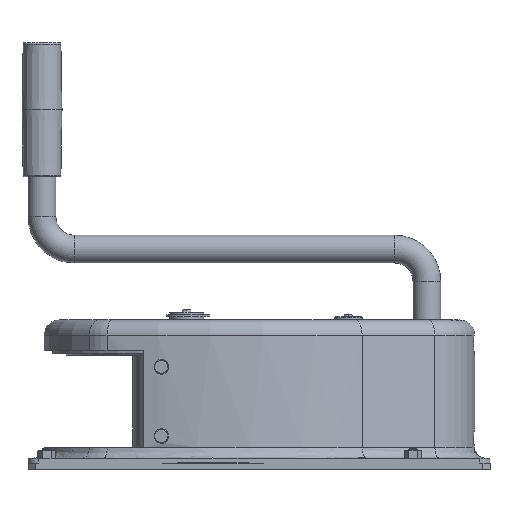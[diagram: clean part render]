
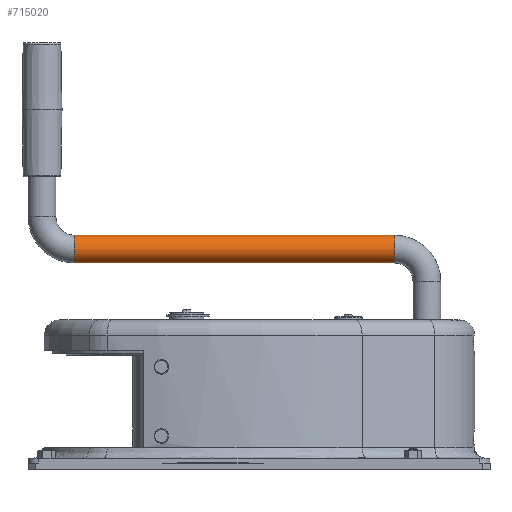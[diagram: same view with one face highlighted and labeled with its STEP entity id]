
A CAD part, left-side view. The second image highlights one B-rep face of the part: STEP entity #715020.
In plain terms, the highlighted cylindrical face has radius 9 mm (diameter 18 mm), a partial arc.
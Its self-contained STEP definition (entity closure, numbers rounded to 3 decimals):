
#714340=CARTESIAN_POINT('',(130.,-21.,0.));
#714350=VERTEX_POINT('',#714340);
#714440=CARTESIAN_POINT('',(112.,-21.,0.));
#714450=VERTEX_POINT('',#714440);
#714480=CARTESIAN_POINT('',(121.,-21.,0.));
#714490=DIRECTION('',(0.,-1.,0.));
#714500=DIRECTION('',(1.,0.,0.));
#714510=AXIS2_PLACEMENT_3D('',#714480,#714490,#714500);
#714520=CIRCLE('',#714510,9.);
#714530=EDGE_CURVE('',#714450,#714350,#714520,.T.);
#714710=CARTESIAN_POINT('',(121.,-21.,0.));
#714720=DIRECTION('',(0.,-1.,0.));
#714730=DIRECTION('',(1.,0.,0.));
#714740=AXIS2_PLACEMENT_3D('',#714710,#714720,#714730);
#714750=CYLINDRICAL_SURFACE('',#714740,9.);
#714760=CARTESIAN_POINT('',(130.,-21.,0.));
#714770=DIRECTION('',(0.,-1.,0.));
#714780=VECTOR('',#714770,1.);
#714790=LINE('',#714760,#714780);
#714800=CARTESIAN_POINT('',(130.,-229.,0.));
#714810=VERTEX_POINT('',#714800);
#714820=EDGE_CURVE('',#714350,#714810,#714790,.T.);
#714830=ORIENTED_EDGE('',*,*,#714820,.T.);
#714840=ORIENTED_EDGE('',*,*,#714530,.T.);
#714850=CARTESIAN_POINT('',(112.,-21.,0.));
#714860=DIRECTION('',(0.,-1.,0.));
#714870=VECTOR('',#714860,1.);
#714880=LINE('',#714850,#714870);
#714890=CARTESIAN_POINT('',(112.,-229.,0.));
#714900=VERTEX_POINT('',#714890);
#714910=EDGE_CURVE('',#714450,#714900,#714880,.T.);
#714920=ORIENTED_EDGE('',*,*,#714910,.F.);
#714930=CARTESIAN_POINT('',(121.,-229.,0.));
#714940=DIRECTION('',(0.,-1.,0.));
#714950=DIRECTION('',(1.,0.,0.));
#714960=AXIS2_PLACEMENT_3D('',#714930,#714940,#714950);
#714970=CIRCLE('',#714960,9.);
#714980=EDGE_CURVE('',#714900,#714810,#714970,.T.);
#714990=ORIENTED_EDGE('',*,*,#714980,.F.);
#715000=EDGE_LOOP('',(#714990,#714920,#714840,#714830));
#715010=FACE_OUTER_BOUND('',#715000,.T.);
#715020=ADVANCED_FACE('',(#715010),#714750,.T.);
